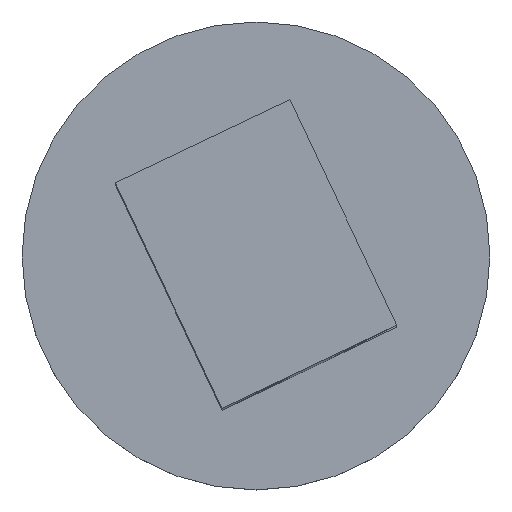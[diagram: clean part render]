
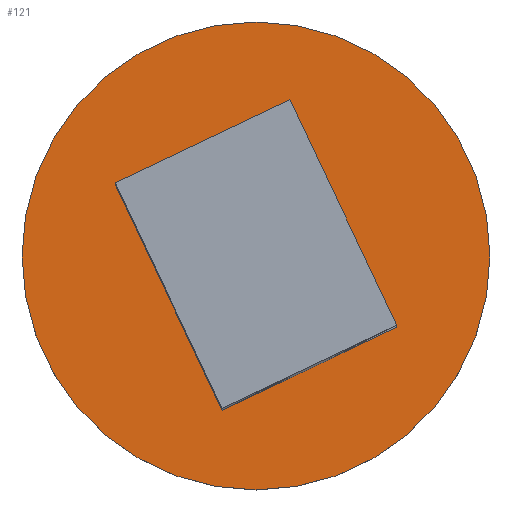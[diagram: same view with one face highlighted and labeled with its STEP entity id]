
A CAD part, top view. The second image highlights one B-rep face of the part: STEP entity #121.
In plain terms, the highlighted planar face has unit normal (0, 0, 1).
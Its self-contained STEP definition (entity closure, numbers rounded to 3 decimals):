
#15=FACE_BOUND('',#31,.T.);
#16=PLANE('',#151);
#22=FACE_OUTER_BOUND('',#30,.T.);
#30=EDGE_LOOP('',(#91));
#31=EDGE_LOOP('',(#92,#93,#94,#95));
#40=CIRCLE('',#152,7.5);
#45=LINE('',#209,#54);
#46=LINE('',#215,#55);
#47=LINE('',#217,#56);
#48=LINE('',#218,#57);
#54=VECTOR('',#169,10.);
#55=VECTOR('',#176,10.);
#56=VECTOR('',#177,10.);
#57=VECTOR('',#178,10.);
#64=VERTEX_POINT('',#206);
#65=VERTEX_POINT('',#208);
#66=VERTEX_POINT('',#212);
#67=VERTEX_POINT('',#214);
#68=VERTEX_POINT('',#216);
#74=EDGE_CURVE('',#65,#64,#45,.T.);
#76=EDGE_CURVE('',#66,#66,#40,.T.);
#77=EDGE_CURVE('',#67,#65,#46,.T.);
#78=EDGE_CURVE('',#64,#68,#47,.T.);
#79=EDGE_CURVE('',#68,#67,#48,.T.);
#91=ORIENTED_EDGE('',*,*,#76,.F.);
#92=ORIENTED_EDGE('',*,*,#77,.T.);
#93=ORIENTED_EDGE('',*,*,#74,.T.);
#94=ORIENTED_EDGE('',*,*,#78,.T.);
#95=ORIENTED_EDGE('',*,*,#79,.T.);
#121=ADVANCED_FACE('',(#22,#15),#16,.F.);
#151=AXIS2_PLACEMENT_3D('',#211,#172,#173);
#152=AXIS2_PLACEMENT_3D('',#213,#174,#175);
#169=DIRECTION('',(-0.429,0.903,0.));
#172=DIRECTION('center_axis',(0.,0.,
-1.));
#173=DIRECTION('ref_axis',(-1.,0.,0.));
#174=DIRECTION('center_axis',(0.,0.,
-1.));
#175=DIRECTION('ref_axis',(-1.,0.,0.));
#176=DIRECTION('',(-0.903,-0.429,0.));
#177=DIRECTION('',(0.903,0.429,0.));
#178=DIRECTION('',(0.429,-0.903,0.));
#206=CARTESIAN_POINT('',(-4.517,2.283,0.));
#208=CARTESIAN_POINT('',(-1.086,-4.944,0.));
#209=CARTESIAN_POINT('',(-2.802,-1.33,0.));
#211=CARTESIAN_POINT('Origin',(0.,0.,
0.));
#212=CARTESIAN_POINT('',(7.5,0.,0.));
#213=CARTESIAN_POINT('Origin',(0.,0.,
0.));
#214=CARTESIAN_POINT('',(4.517,-2.283,0.));
#215=CARTESIAN_POINT('',(1.39,-3.768,0.));
#216=CARTESIAN_POINT('',(1.086,4.944,0.));
#217=CARTESIAN_POINT('',(-2.042,3.458,0.));
#218=CARTESIAN_POINT('',(2.802,1.33,0.));
